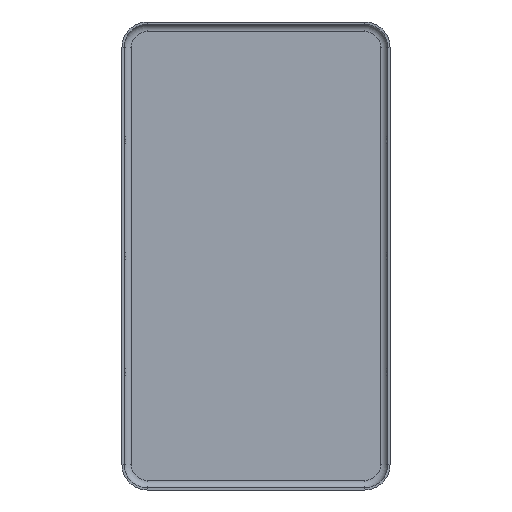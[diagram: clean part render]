
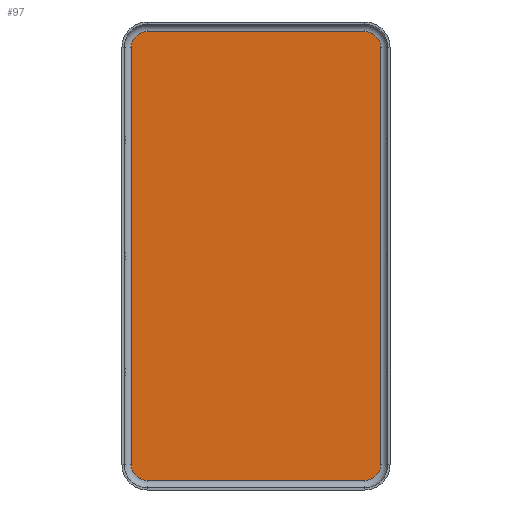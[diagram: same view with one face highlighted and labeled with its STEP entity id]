
A CAD part, front view. The second image highlights one B-rep face of the part: STEP entity #97.
In plain terms, the highlighted planar face has unit normal (0, -1, 0).
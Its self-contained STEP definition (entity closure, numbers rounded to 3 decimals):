
#36 = CARTESIAN_POINT ( 'NONE',  ( 17.15, 0., 28.7 ) ) ;
#62 = VERTEX_POINT ( 'NONE', #253 ) ;
#97 = ADVANCED_FACE ( 'NONE', ( #188 ), #859, .T. ) ;
#127 = ORIENTED_EDGE ( 'NONE', *, *, #1810, .T. ) ;
#134 = DIRECTION ( 'NONE',  ( 0., -1., 0. ) ) ;
#180 = ORIENTED_EDGE ( 'NONE', *, *, #1842, .F. ) ;
#184 = DIRECTION ( 'NONE',  ( 0., 1., 0. ) ) ;
#188 = FACE_OUTER_BOUND ( 'NONE', #1629, .T. ) ;
#253 = CARTESIAN_POINT ( 'NONE',  ( 14.95, 0., 30.9 ) ) ;
#260 = AXIS2_PLACEMENT_3D ( 'NONE', #1035, #184, #1334 ) ;
#268 = VECTOR ( 'NONE', #483, 1000. ) ;
#275 = DIRECTION ( 'NONE',  ( 0., -1., 0. ) ) ;
#314 = ORIENTED_EDGE ( 'NONE', *, *, #812, .T. ) ;
#336 = CARTESIAN_POINT ( 'NONE',  ( 14.95, 0., -28.7 ) ) ;
#363 = CARTESIAN_POINT ( 'NONE',  ( 17.15, 0., -28.7 ) ) ;
#404 = VECTOR ( 'NONE', #497, 1000. ) ;
#422 = DIRECTION ( 'NONE',  ( 0., -1., 0. ) ) ;
#426 = DIRECTION ( 'NONE',  ( 0., 0., 1. ) ) ;
#435 = DIRECTION ( 'NONE',  ( 0., 0., -1. ) ) ;
#466 = LINE ( 'NONE', #1290, #1794 ) ;
#467 = AXIS2_PLACEMENT_3D ( 'NONE', #996, #422, #435 ) ;
#471 = VECTOR ( 'NONE', #660, 1000. ) ;
#483 = DIRECTION ( 'NONE',  ( 0., 0., -1. ) ) ;
#490 = AXIS2_PLACEMENT_3D ( 'NONE', #844, #134, #426 ) ;
#497 = DIRECTION ( 'NONE',  ( -1., 0., 0. ) ) ;
#522 = CIRCLE ( 'NONE', #1692, 2.2 ) ;
#533 = CARTESIAN_POINT ( 'NONE',  ( 14.95, 0., -30.9 ) ) ;
#547 = VERTEX_POINT ( 'NONE', #363 ) ;
#597 = ORIENTED_EDGE ( 'NONE', *, *, #1432, .T. ) ;
#635 = VERTEX_POINT ( 'NONE', #675 ) ;
#636 = LINE ( 'NONE', #671, #471 ) ;
#641 = DIRECTION ( 'NONE',  ( 0., 0., 1. ) ) ;
#660 = DIRECTION ( 'NONE',  ( -1., 0., 0. ) ) ;
#671 = CARTESIAN_POINT ( 'NONE',  ( 14.95, 0., 30.9 ) ) ;
#675 = CARTESIAN_POINT ( 'NONE',  ( -14.95, 0., 30.9 ) ) ;
#761 = CARTESIAN_POINT ( 'NONE',  ( -17.15, 0., 28.7 ) ) ;
#765 = VERTEX_POINT ( 'NONE', #1691 ) ;
#766 = CARTESIAN_POINT ( 'NONE',  ( 14.95, 0., -30.9 ) ) ;
#806 = LINE ( 'NONE', #766, #404 ) ;
#812 = EDGE_CURVE ( 'NONE', #1686, #765, #1046, .T. ) ;
#844 = CARTESIAN_POINT ( 'NONE',  ( -14.95, 0., -28.7 ) ) ;
#859 = PLANE ( 'NONE',  #467 ) ;
#974 = ORIENTED_EDGE ( 'NONE', *, *, #1116, .T. ) ;
#980 = CARTESIAN_POINT ( 'NONE',  ( -17.15, 0., -28.7 ) ) ;
#983 = CARTESIAN_POINT ( 'NONE',  ( 14.95, 0., 28.7 ) ) ;
#985 = VERTEX_POINT ( 'NONE', #761 ) ;
#996 = CARTESIAN_POINT ( 'NONE',  ( 14.95, 0., -28.7 ) ) ;
#1010 = CIRCLE ( 'NONE', #260, 2.2 ) ;
#1020 = ORIENTED_EDGE ( 'NONE', *, *, #1454, .F. ) ;
#1034 = VERTEX_POINT ( 'NONE', #36 ) ;
#1035 = CARTESIAN_POINT ( 'NONE',  ( -14.95, 0., 28.7 ) ) ;
#1046 = CIRCLE ( 'NONE', #490, 2.2 ) ;
#1061 = EDGE_CURVE ( 'NONE', #1034, #547, #1759, .T. ) ;
#1074 = EDGE_CURVE ( 'NONE', #985, #635, #1010, .T. ) ;
#1116 = EDGE_CURVE ( 'NONE', #62, #635, #636, .T. ) ;
#1120 = VERTEX_POINT ( 'NONE', #533 ) ;
#1138 = DIRECTION ( 'NONE',  ( 0., 0., -1. ) ) ;
#1290 = CARTESIAN_POINT ( 'NONE',  ( -17.15, 0., 0. ) ) ;
#1325 = CIRCLE ( 'NONE', #1552, 2.2 ) ;
#1326 = ORIENTED_EDGE ( 'NONE', *, *, #1074, .F. ) ;
#1329 = CARTESIAN_POINT ( 'NONE',  ( 17.15, 0., 0. ) ) ;
#1334 = DIRECTION ( 'NONE',  ( 0., 0., -1. ) ) ;
#1431 = DIRECTION ( 'NONE',  ( 0., 0., -1. ) ) ;
#1432 = EDGE_CURVE ( 'NONE', #985, #1686, #466, .T. ) ;
#1454 = EDGE_CURVE ( 'NONE', #547, #1120, #1325, .T. ) ;
#1482 = DIRECTION ( 'NONE',  ( 0., 1., 0. ) ) ;
#1552 = AXIS2_PLACEMENT_3D ( 'NONE', #336, #1482, #641 ) ;
#1629 = EDGE_LOOP ( 'NONE', ( #180, #1020, #1849, #127, #974, #1326, #597, #314 ) ) ;
#1686 = VERTEX_POINT ( 'NONE', #980 ) ;
#1691 = CARTESIAN_POINT ( 'NONE',  ( -14.95, 0., -30.9 ) ) ;
#1692 = AXIS2_PLACEMENT_3D ( 'NONE', #983, #275, #1138 ) ;
#1759 = LINE ( 'NONE', #1329, #268 ) ;
#1794 = VECTOR ( 'NONE', #1431, 1000. ) ;
#1810 = EDGE_CURVE ( 'NONE', #1034, #62, #522, .T. ) ;
#1842 = EDGE_CURVE ( 'NONE', #1120, #765, #806, .T. ) ;
#1849 = ORIENTED_EDGE ( 'NONE', *, *, #1061, .F. ) ;
